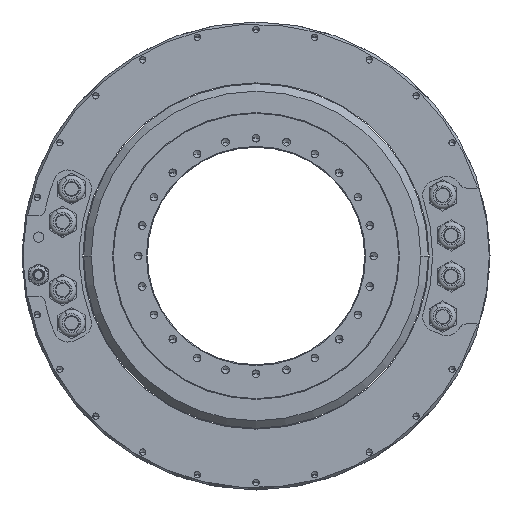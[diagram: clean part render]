
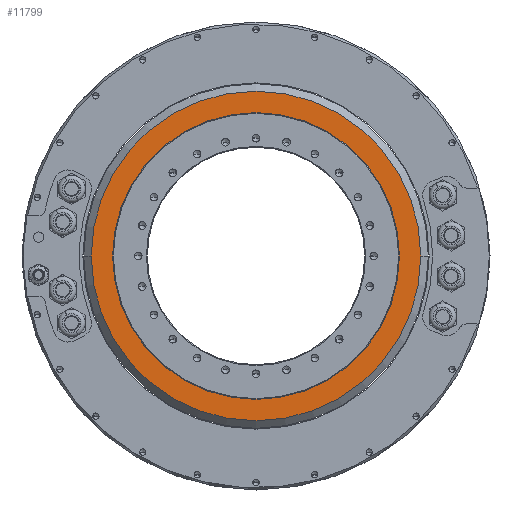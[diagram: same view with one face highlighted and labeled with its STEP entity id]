
A CAD part, left-side view. The second image highlights one B-rep face of the part: STEP entity #11799.
In plain terms, the highlighted planar face has unit normal (-1, 0, 0).
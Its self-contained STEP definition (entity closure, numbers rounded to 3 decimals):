
#9278=CARTESIAN_POINT('',(-78.,0.,0.));
#9279=DIRECTION('',(1.,0.,0.));
#9280=DIRECTION('',(0.,1.,0.));
#9281=AXIS2_PLACEMENT_3D('',#9278,#9279,#9280);
#9287=CARTESIAN_POINT('',(-78.,0.,0.));
#9288=DIRECTION('',(-1.,0.,0.));
#9289=DIRECTION('',(0.,1.,0.));
#9290=AXIS2_PLACEMENT_3D('',#9287,#9288,#9289);
#9292=CARTESIAN_POINT('',(-78.,0.,0.));
#9293=DIRECTION('',(-1.,0.,0.));
#9294=DIRECTION('',(0.,1.,0.));
#9295=AXIS2_PLACEMENT_3D('',#9292,#9293,#9294);
#9297=CARTESIAN_POINT('',(-78.,0.,0.));
#9298=DIRECTION('',(1.,0.,0.));
#9299=DIRECTION('',(0.,1.,0.));
#9300=AXIS2_PLACEMENT_3D('',#9297,#9298,#9299);
#11016=CARTESIAN_POINT('',(-78.,109.15,0.));
#11017=VERTEX_POINT('',#11016);
#11018=CARTESIAN_POINT('',(-78.,95.,0.));
#11020=VERTEX_POINT('',#11018);
#11050=CARTESIAN_POINT('',(-78.,-109.15,0.));
#11051=VERTEX_POINT('',#11050);
#11052=CARTESIAN_POINT('',(-78.,-95.,0.));
#11054=VERTEX_POINT('',#11052);
#11784=CARTESIAN_POINT('',(-78.,0.,0.));
#11785=DIRECTION('',(-1.,0.,0.));
#11786=DIRECTION('',(0.,1.,0.));
#11787=AXIS2_PLACEMENT_3D('',#11784,#11785,#11786);
#11788=PLANE('',#11787);
#11790=ORIENTED_EDGE('',*,*,#11789,.F.);
#11792=ORIENTED_EDGE('',*,*,#11791,.T.);
#11793=EDGE_LOOP('',(#11790,#11792));
#11794=FACE_OUTER_BOUND('',#11793,.F.);
#11795=ORIENTED_EDGE('',*,*,#11763,.F.);
#11796=ORIENTED_EDGE('',*,*,#11779,.T.);
#11797=EDGE_LOOP('',(#11795,#11796));
#11798=FACE_BOUND('',#11797,.F.);
#11799=ADVANCED_FACE('',(#11794,#11798),#11788,.T.);
#9282=CIRCLE('',#9281,95.);
#9291=CIRCLE('',#9290,95.);
#9296=CIRCLE('',#9295,109.15);
#9301=CIRCLE('',#9300,109.15);
#11763=EDGE_CURVE('',#11020,#11054,#9282,.T.);
#11779=EDGE_CURVE('',#11020,#11054,#9291,.T.);
#11789=EDGE_CURVE('',#11017,#11051,#9296,.T.);
#11791=EDGE_CURVE('',#11017,#11051,#9301,.T.);
